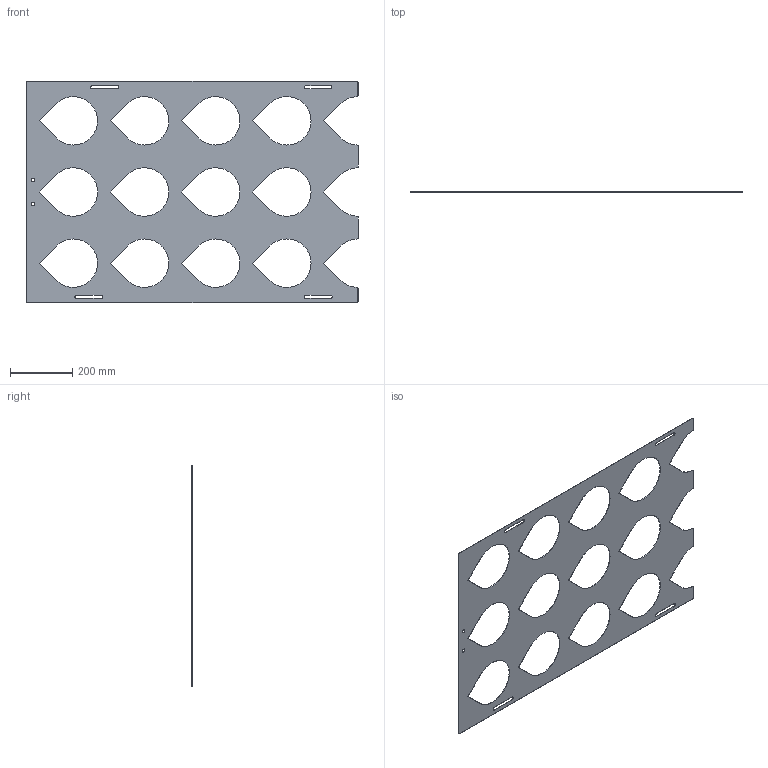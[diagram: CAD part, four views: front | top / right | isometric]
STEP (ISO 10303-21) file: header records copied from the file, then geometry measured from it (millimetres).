
FILE_DESCRIPTION (( 'STEP AP214' ), '1' );
FILE_NAME ('09-0947.STEP', '2024-12-11T17:19:29', ( '' ), ( '' ), 'SwSTEP 2.0', 'SolidWorks 2023', '' );
FILE_SCHEMA (( 'AUTOMOTIVE_DESIGN' ));
Length unit declared in the file: inch
Products named in the file (1): 09-0947
Bounding box: 1066.8 x 1.52 x 711.2 mm (x, y, z)
Volume: 727092.5 mm3; surface area: 974105.6 mm2
Topology: 1 solids, 1 shells, 111 faces, 327 edges, 218 vertices
Faces by surface type: cylinder 64, plane 47
Entity records: 3848 total; most frequent: DIRECTION 679, CARTESIAN_POINT 657, ORIENTED_EDGE 654, EDGE_CURVE 327, AXIS2_PLACEMENT_3D 240, VERTEX_POINT 218, VECTOR 199, LINE 199
